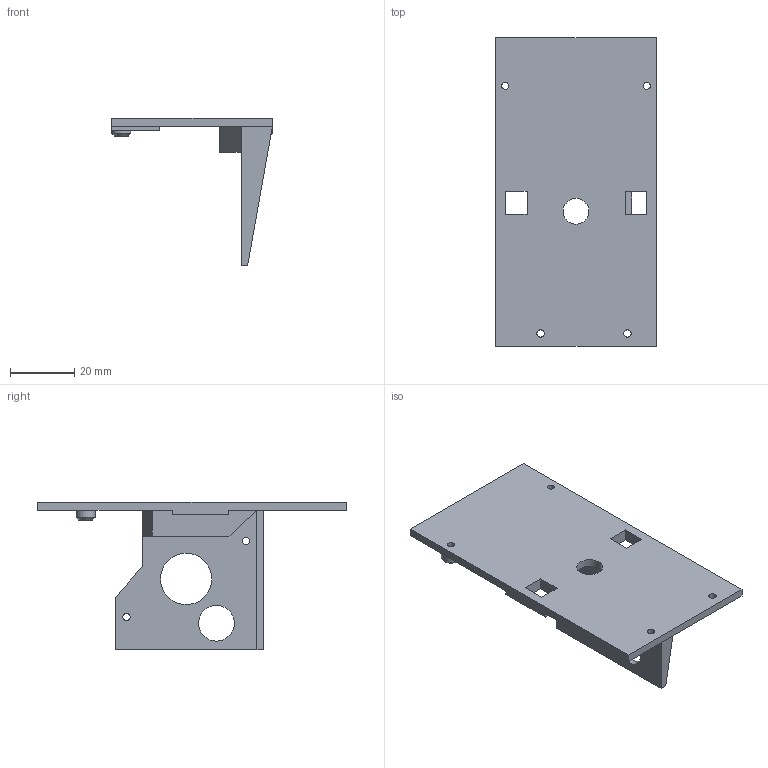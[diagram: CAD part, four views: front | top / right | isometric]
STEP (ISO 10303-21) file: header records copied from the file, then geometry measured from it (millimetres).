
FILE_DESCRIPTION(/* description */ (''),/* implementation_level */ '2;1');
FILE_NAME(/* name */ 'Extruder_Adapter v15.step',/* time_stamp */ '2023-07-22T11:56:33+02:00',/* author */ (''),/* organization */ (''),/* preprocessor_version */ 'ST-DEVELOPER v19.2',/* originating_system */ 'Autodesk Translation Framework v12.6.0.85',/* authorisation */ '');
FILE_SCHEMA (('AUTOMOTIVE_DESIGN { 1 0 10303 214 3 1 1 }'));
Length unit declared in the file: millimetre
Products named in the file (1): Extruder_Adapter
Bounding box: 50 x 96 x 45.8 mm (x, y, z)
Volume: 16968 mm3; surface area: 14641.7 mm2
Topology: 2 solids, 2 shells, 56 faces, 151 edges, 98 vertices
Faces by surface type: plane 43, cylinder 11, cone 2
Full cylindrical faces by diameter (mm): 2.2 x2, 2.3 x4, 6 x2, 8 x1, 11.1 x1, 16 x1
Entity records: 1801 total; most frequent: CARTESIAN_POINT 306, ORIENTED_EDGE 302, DIRECTION 290, EDGE_CURVE 151, LINE 126, VECTOR 126, VERTEX_POINT 98, AXIS2_PLACEMENT_3D 82
